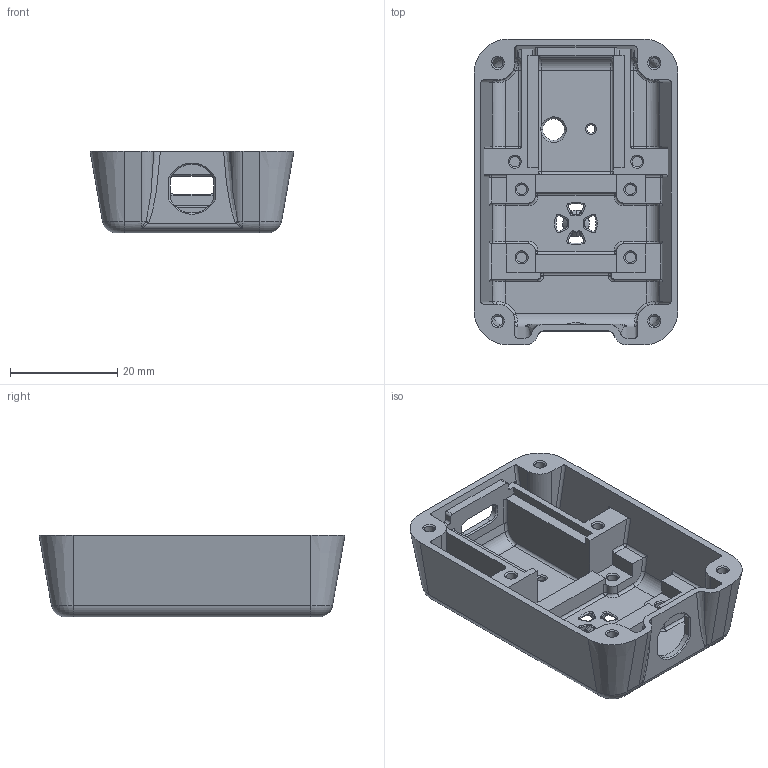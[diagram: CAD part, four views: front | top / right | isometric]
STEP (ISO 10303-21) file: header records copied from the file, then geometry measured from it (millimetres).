
FILE_DESCRIPTION (( 'STEP AP214' ), '1' );
FILE_NAME ('Case Front.STEP', '2025-07-20T02:47:22', ( '' ), ( '' ), 'SwSTEP 2.0', 'SolidWorks 2019', '' );
FILE_SCHEMA (( 'AUTOMOTIVE_DESIGN' ));
Length unit declared in the file: inch
Products named in the file (1): Case Front
Bounding box: 38.1 x 57.15 x 15.24 mm (x, y, z)
Volume: 9017 mm3; surface area: 10026.9 mm2
Topology: 1 solids, 1 shells, 461 faces, 1131 edges, 669 vertices
Faces by surface type: cylinder 144, plane 114, torus 67, bspline 64, cone 58, sphere 14
Entity records: 15515 total; most frequent: CARTESIAN_POINT 5059, ORIENTED_EDGE 2234, DIRECTION 2167, EDGE_CURVE 1117, AXIS2_PLACEMENT_3D 847, VERTEX_POINT 669, EDGE_LOOP 488, VECTOR 473
